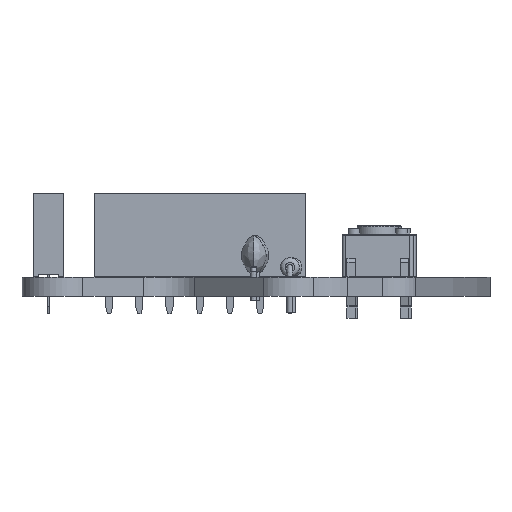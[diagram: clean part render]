
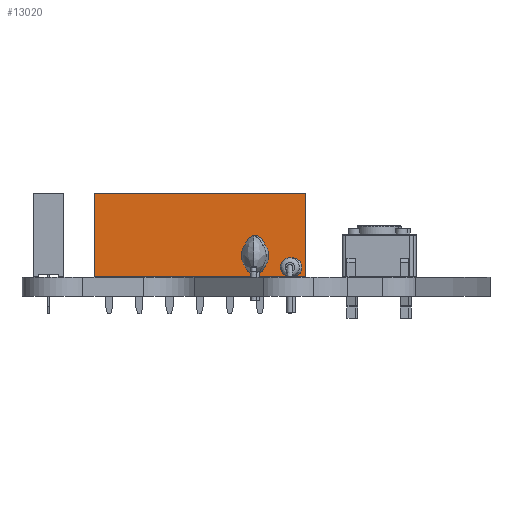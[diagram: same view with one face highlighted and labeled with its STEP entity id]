
A CAD part, left-side view. The second image highlights one B-rep face of the part: STEP entity #13020.
In plain terms, the highlighted free-form (B-spline) face has degree [1, 1] with [2, 2] control points.
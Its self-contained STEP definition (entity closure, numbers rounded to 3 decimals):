
#10496 = B_SPLINE_SURFACE_WITH_KNOTS('',1,1,(
    (#10497,#10498)
    ,(#10499,#10500
    )),.UNSPECIFIED.,.F.,.F.,.F.,(2,2),(2,2),(0.,2.54),(-7.,0.),
  .PIECEWISE_BEZIER_KNOTS.);
#10497 = CARTESIAN_POINT('',(-1.27,-16.51,7.));
#10498 = CARTESIAN_POINT('',(-1.27,-16.51,0.));
#10499 = CARTESIAN_POINT('',(1.27,-16.51,7.));
#10500 = CARTESIAN_POINT('',(1.27,-16.51,0.));
#10521 = B_SPLINE_SURFACE_WITH_KNOTS('',1,1,(
    (#10522,#10523)
    ,(#10524,#10525
  )),.UNSPECIFIED.,.F.,.F.,.F.,(2,2),(2,2),(-17.78,0.),(
    0.,2.54),.PIECEWISE_BEZIER_KNOTS.);
#10522 = CARTESIAN_POINT('',(1.27,1.27,7.));
#10523 = CARTESIAN_POINT('',(-1.27,1.27,7.));
#10524 = CARTESIAN_POINT('',(1.27,-16.51,7.));
#10525 = CARTESIAN_POINT('',(-1.27,-16.51,7.));
#10546 = B_SPLINE_SURFACE_WITH_KNOTS('',1,1,(
    (#10547,#10548)
    ,(#10549,#10550
    )),.UNSPECIFIED.,.F.,.F.,.F.,(2,2),(2,2),(0.,2.54),(-7.,0.),
  .PIECEWISE_BEZIER_KNOTS.);
#10547 = CARTESIAN_POINT('',(1.27,1.27,7.));
#10548 = CARTESIAN_POINT('',(1.27,1.27,0.));
#10549 = CARTESIAN_POINT('',(-1.27,1.27,7.));
#10550 = CARTESIAN_POINT('',(-1.27,1.27,0.));
#10584 = VERTEX_POINT('',#10585);
#10585 = CARTESIAN_POINT('',(-1.27,-16.51,0.));
#10599 = B_SPLINE_SURFACE_WITH_KNOTS('',1,1,(
    (#10600,#10601)
    ,(#10602,#10603
  )),.UNSPECIFIED.,.F.,.F.,.F.,(2,2),(2,2),(-17.78,0.),(2.117,
    2.54),.PIECEWISE_BEZIER_KNOTS.);
#10600 = CARTESIAN_POINT('',(-0.847,1.27,0.));
#10601 = CARTESIAN_POINT('',(-1.27,1.27,0.));
#10602 = CARTESIAN_POINT('',(-0.847,-16.51,0.));
#10603 = CARTESIAN_POINT('',(-1.27,-16.51,0.));
#10610 = EDGE_CURVE('',#10584,#10611,#10613,.T.);
#10611 = VERTEX_POINT('',#10612);
#10612 = CARTESIAN_POINT('',(-1.27,-16.51,7.));
#10613 = SURFACE_CURVE('',#10614,(#10617,#10623),.PCURVE_S1.);
#10614 = B_SPLINE_CURVE_WITH_KNOTS('',1,(#10615,#10616),.UNSPECIFIED.,
  .F.,.F.,(2,2),(0.,7.),.PIECEWISE_BEZIER_KNOTS.);
#10615 = CARTESIAN_POINT('',(-1.27,-16.51,0.));
#10616 = CARTESIAN_POINT('',(-1.27,-16.51,7.));
#10617 = PCURVE('',#10496,#10618);
#10618 = DEFINITIONAL_REPRESENTATION('',(#10619),#10622);
#10619 = B_SPLINE_CURVE_WITH_KNOTS('',1,(#10620,#10621),.UNSPECIFIED.,
  .F.,.F.,(2,2),(0.,7.),.PIECEWISE_BEZIER_KNOTS.);
#10620 = CARTESIAN_POINT('',(0.,0.));
#10621 = CARTESIAN_POINT('',(0.,-7.));
#10622 = ( GEOMETRIC_REPRESENTATION_CONTEXT(2) 
PARAMETRIC_REPRESENTATION_CONTEXT() REPRESENTATION_CONTEXT('2D SPACE',''
  ) );
#10623 = PCURVE('',#10624,#10629);
#10624 = B_SPLINE_SURFACE_WITH_KNOTS('',1,1,(
    (#10625,#10626)
    ,(#10627,#10628
    )),.UNSPECIFIED.,.F.,.F.,.F.,(2,2),(2,2),(0.,17.78),(-7.,0.),
  .PIECEWISE_BEZIER_KNOTS.);
#10625 = CARTESIAN_POINT('',(-1.27,1.27,7.));
#10626 = CARTESIAN_POINT('',(-1.27,1.27,0.));
#10627 = CARTESIAN_POINT('',(-1.27,-16.51,7.));
#10628 = CARTESIAN_POINT('',(-1.27,-16.51,0.));
#10629 = DEFINITIONAL_REPRESENTATION('',(#10630),#10633);
#10630 = B_SPLINE_CURVE_WITH_KNOTS('',1,(#10631,#10632),.UNSPECIFIED.,
  .F.,.F.,(2,2),(0.,7.),.PIECEWISE_BEZIER_KNOTS.);
#10631 = CARTESIAN_POINT('',(17.78,-0.));
#10632 = CARTESIAN_POINT('',(17.78,-7.));
#10633 = ( GEOMETRIC_REPRESENTATION_CONTEXT(2) 
PARAMETRIC_REPRESENTATION_CONTEXT() REPRESENTATION_CONTEXT('2D SPACE',''
  ) );
#10772 = VERTEX_POINT('',#10773);
#10773 = CARTESIAN_POINT('',(-1.27,1.27,7.));
#10791 = EDGE_CURVE('',#10792,#10772,#10794,.T.);
#10792 = VERTEX_POINT('',#10793);
#10793 = CARTESIAN_POINT('',(-1.27,1.27,0.));
#10794 = SURFACE_CURVE('',#10795,(#10798,#10804),.PCURVE_S1.);
#10795 = B_SPLINE_CURVE_WITH_KNOTS('',1,(#10796,#10797),.UNSPECIFIED.,
  .F.,.F.,(2,2),(0.,7.),.PIECEWISE_BEZIER_KNOTS.);
#10796 = CARTESIAN_POINT('',(-1.27,1.27,0.));
#10797 = CARTESIAN_POINT('',(-1.27,1.27,7.));
#10798 = PCURVE('',#10546,#10799);
#10799 = DEFINITIONAL_REPRESENTATION('',(#10800),#10803);
#10800 = B_SPLINE_CURVE_WITH_KNOTS('',1,(#10801,#10802),.UNSPECIFIED.,
  .F.,.F.,(2,2),(0.,7.),.PIECEWISE_BEZIER_KNOTS.);
#10801 = CARTESIAN_POINT('',(2.54,-0.));
#10802 = CARTESIAN_POINT('',(2.54,-7.));
#10803 = ( GEOMETRIC_REPRESENTATION_CONTEXT(2) 
PARAMETRIC_REPRESENTATION_CONTEXT() REPRESENTATION_CONTEXT('2D SPACE',''
  ) );
#10804 = PCURVE('',#10624,#10805);
#10805 = DEFINITIONAL_REPRESENTATION('',(#10806),#10809);
#10806 = B_SPLINE_CURVE_WITH_KNOTS('',1,(#10807,#10808),.UNSPECIFIED.,
  .F.,.F.,(2,2),(0.,7.),.PIECEWISE_BEZIER_KNOTS.);
#10807 = CARTESIAN_POINT('',(0.,0.));
#10808 = CARTESIAN_POINT('',(0.,-7.));
#10809 = ( GEOMETRIC_REPRESENTATION_CONTEXT(2) 
PARAMETRIC_REPRESENTATION_CONTEXT() REPRESENTATION_CONTEXT('2D SPACE',''
  ) );
#10918 = EDGE_CURVE('',#10772,#10611,#10919,.T.);
#10919 = SURFACE_CURVE('',#10920,(#10923,#10929),.PCURVE_S1.);
#10920 = B_SPLINE_CURVE_WITH_KNOTS('',1,(#10921,#10922),.UNSPECIFIED.,
  .F.,.F.,(2,2),(0.,17.78),.PIECEWISE_BEZIER_KNOTS.);
#10921 = CARTESIAN_POINT('',(-1.27,1.27,7.));
#10922 = CARTESIAN_POINT('',(-1.27,-16.51,7.));
#10923 = PCURVE('',#10521,#10924);
#10924 = DEFINITIONAL_REPRESENTATION('',(#10925),#10928);
#10925 = B_SPLINE_CURVE_WITH_KNOTS('',1,(#10926,#10927),.UNSPECIFIED.,
  .F.,.F.,(2,2),(0.,17.78),.PIECEWISE_BEZIER_KNOTS.);
#10926 = CARTESIAN_POINT('',(-17.78,2.54));
#10927 = CARTESIAN_POINT('',(0.,2.54));
#10928 = ( GEOMETRIC_REPRESENTATION_CONTEXT(2) 
PARAMETRIC_REPRESENTATION_CONTEXT() REPRESENTATION_CONTEXT('2D SPACE',''
  ) );
#10929 = PCURVE('',#10624,#10930);
#10930 = DEFINITIONAL_REPRESENTATION('',(#10931),#10934);
#10931 = B_SPLINE_CURVE_WITH_KNOTS('',1,(#10932,#10933),.UNSPECIFIED.,
  .F.,.F.,(2,2),(0.,17.78),.PIECEWISE_BEZIER_KNOTS.);
#10932 = CARTESIAN_POINT('',(0.,-7.));
#10933 = CARTESIAN_POINT('',(17.78,-7.));
#10934 = ( GEOMETRIC_REPRESENTATION_CONTEXT(2) 
PARAMETRIC_REPRESENTATION_CONTEXT() REPRESENTATION_CONTEXT('2D SPACE',''
  ) );
#11673 = EDGE_CURVE('',#10792,#10584,#11674,.T.);
#11674 = SURFACE_CURVE('',#11675,(#11678,#11684),.PCURVE_S1.);
#11675 = B_SPLINE_CURVE_WITH_KNOTS('',1,(#11676,#11677),.UNSPECIFIED.,
  .F.,.F.,(2,2),(0.,17.78),.PIECEWISE_BEZIER_KNOTS.);
#11676 = CARTESIAN_POINT('',(-1.27,1.27,0.));
#11677 = CARTESIAN_POINT('',(-1.27,-16.51,0.));
#11678 = PCURVE('',#10599,#11679);
#11679 = DEFINITIONAL_REPRESENTATION('',(#11680),#11683);
#11680 = B_SPLINE_CURVE_WITH_KNOTS('',1,(#11681,#11682),.UNSPECIFIED.,
  .F.,.F.,(2,2),(0.,17.78),.PIECEWISE_BEZIER_KNOTS.);
#11681 = CARTESIAN_POINT('',(-17.78,2.54));
#11682 = CARTESIAN_POINT('',(0.,2.54));
#11683 = ( GEOMETRIC_REPRESENTATION_CONTEXT(2) 
PARAMETRIC_REPRESENTATION_CONTEXT() REPRESENTATION_CONTEXT('2D SPACE',''
  ) );
#11684 = PCURVE('',#10624,#11685);
#11685 = DEFINITIONAL_REPRESENTATION('',(#11686),#11689);
#11686 = B_SPLINE_CURVE_WITH_KNOTS('',1,(#11687,#11688),.UNSPECIFIED.,
  .F.,.F.,(2,2),(0.,17.78),.PIECEWISE_BEZIER_KNOTS.);
#11687 = CARTESIAN_POINT('',(0.,0.));
#11688 = CARTESIAN_POINT('',(17.78,-0.));
#11689 = ( GEOMETRIC_REPRESENTATION_CONTEXT(2) 
PARAMETRIC_REPRESENTATION_CONTEXT() REPRESENTATION_CONTEXT('2D SPACE',''
  ) );
#13020 = ADVANCED_FACE('',(#13021),#10624,.F.);
#13021 = FACE_BOUND('',#13022,.F.);
#13022 = EDGE_LOOP('',(#13023,#13024,#13025,#13026));
#13023 = ORIENTED_EDGE('',*,*,#10791,.T.);
#13024 = ORIENTED_EDGE('',*,*,#10918,.T.);
#13025 = ORIENTED_EDGE('',*,*,#10610,.F.);
#13026 = ORIENTED_EDGE('',*,*,#11673,.F.);
